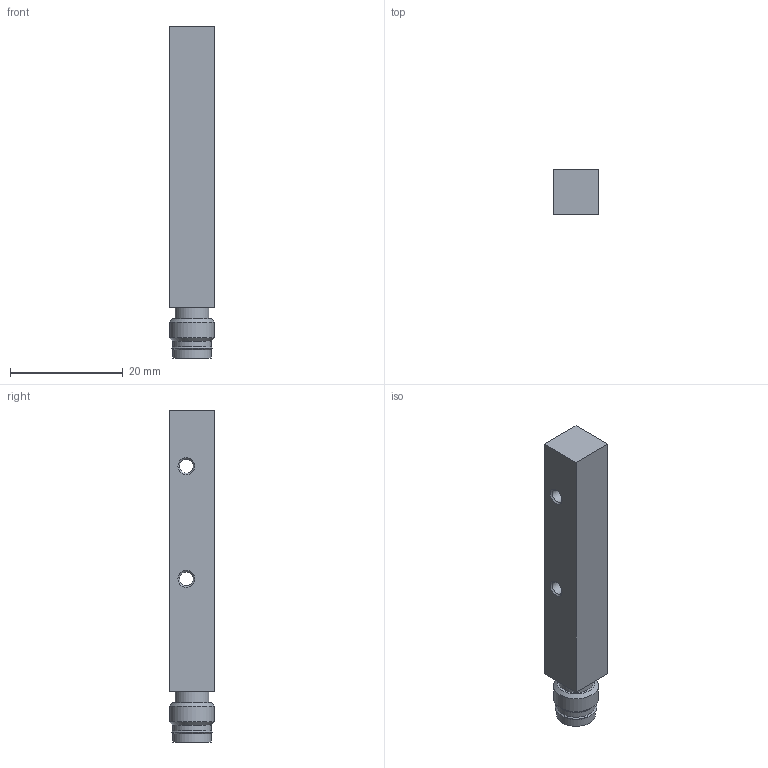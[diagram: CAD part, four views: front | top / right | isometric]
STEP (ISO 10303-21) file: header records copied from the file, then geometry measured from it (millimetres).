
FILE_DESCRIPTION(/* description */ ('STEP AP214'),/* implementation_level */ '2;1');
FILE_NAME(/* name */ '178295_SIES-Q8B-PS-S-L',/* time_stamp */ '2024-09-15T06:27:35+02:00',/* author */ ('License CC BY-ND 4.0'),/* organization */ ('CADENAS'),/* preprocessor_version */ 'ST-DEVELOPER v19.3',/* originating_system */ 'PARTsolutions',/* authorisation */ ' ');
FILE_SCHEMA (('AUTOMOTIVE_DESIGN {1 0 10303 214 3 1 1}'));
Length unit declared in the file: millimetre
Products named in the file (1): 178295 SIES-Q8B-PS-S-L
Bounding box: 8 x 8 x 59 mm (x, y, z)
Volume: 3362.7 mm3; surface area: 2200.7 mm2
Topology: 1 solids, 1 shells, 33 faces, 64 edges, 41 vertices
Faces by surface type: plane 14, cylinder 11, cone 8
Full cylindrical faces by diameter (mm): 1 x3, 2.459 x2, 4 x1, 5.8 x1, 6 x1, 6.9 x2, 8 x1
Entity records: 754 total; most frequent: DIRECTION 138, CARTESIAN_POINT 112, ORIENTED_EDGE 82, EDGE_LOOP 64, FACE_BOUND 64, AXIS2_PLACEMENT_3D 63, EDGE_CURVE 41, VERTEX_POINT 37
